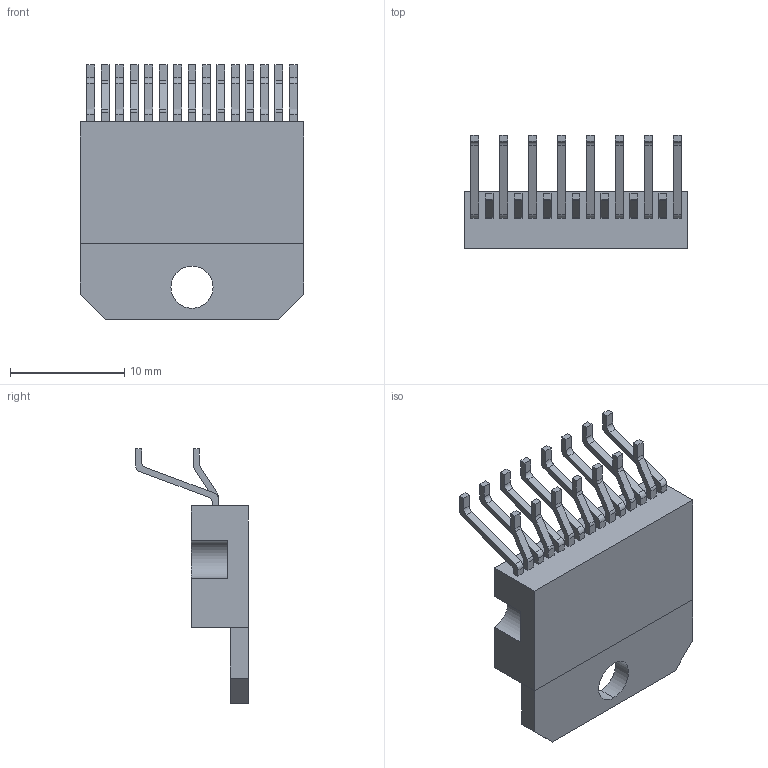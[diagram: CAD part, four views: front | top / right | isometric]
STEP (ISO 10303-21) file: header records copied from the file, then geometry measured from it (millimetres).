
FILE_DESCRIPTION (( 'STEP AP214' ), '1' );
FILE_NAME ('User Library-Multiwatt15V.STEP', '2015-04-10T11:26:56', ( 'Windows User' ), ( '' ), 'SwSTEP 2.0', 'SolidWorks 2015', '' );
FILE_SCHEMA (( 'AUTOMOTIVE_DESIGN' ));
Length unit declared in the file: millimetre
Products named in the file (1): User Library-Multiwatt15V
Bounding box: 19.6 x 9.89 x 22.3 mm (x, y, z)
Volume: 1244.7 mm3; surface area: 1342.5 mm2
Topology: 2 solids, 2 shells, 221 faces, 600 edges, 400 vertices
Faces by surface type: plane 153, cylinder 68
Entity records: 9428 total; most frequent: CARTESIAN_POINT 1222, ORIENTED_EDGE 1200, DIRECTION 1180, EDGE_CURVE 600, LINE 464, VECTOR 464, VERTEX_POINT 400, AXIS2_PLACEMENT_3D 358
